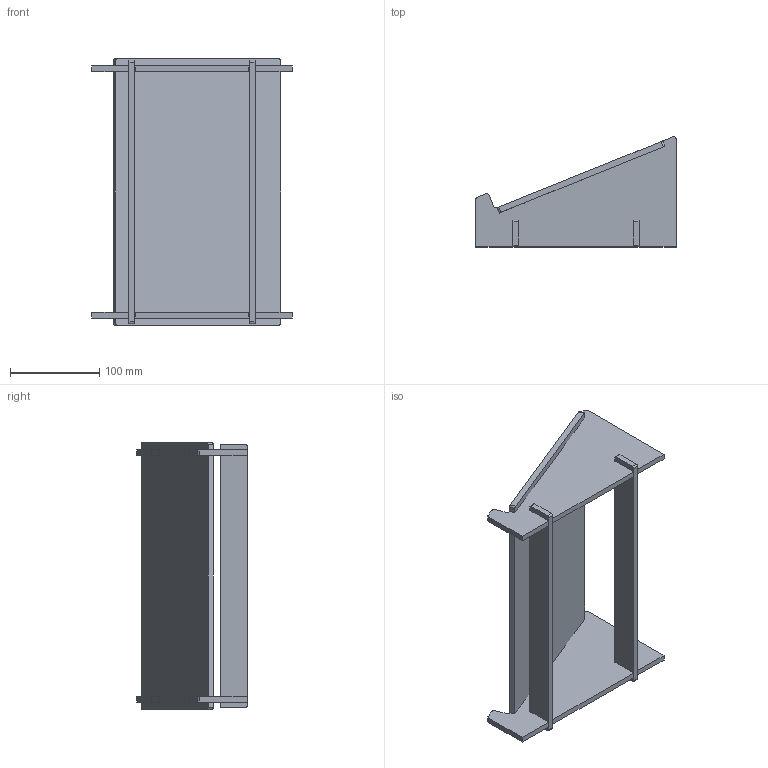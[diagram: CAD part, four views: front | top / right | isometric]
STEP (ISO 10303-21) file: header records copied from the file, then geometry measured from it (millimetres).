
FILE_DESCRIPTION(/* description */ (''),/* implementation_level */ '2;1');
FILE_NAME(/* name */ 'Laser Cut Table v3.step',/* time_stamp */ '2016-08-06T17:20:14-04:00',/* author */ (''),/* organization */ (''),/* preprocessor_version */ 'ST-DEVELOPER v16.5',/* originating_system */ 'Autodesk Translation Framework v5.1.0.2740',/* authorisation */ '');
FILE_SCHEMA (('AUTOMOTIVE_DESIGN { 1 0 10303 214 3 1 1 }'));
Length unit declared in the file: centimetre
Products named in the file (4): Laser Cut Table v3; Leg; Top; Support
Assembly tree (4 placements, depth 2):
  Laser Cut Table v3
    Leg  x2
    Top
    Support
Bounding box: 225 x 123.55 x 298.7 mm (x, y, z)
Volume: 703303.3 mm3; surface area: 247907.3 mm2
Topology: 5 solids, 5 shells, 152 faces, 426 edges, 284 vertices
Faces by surface type: plane 104, cylinder 48
Entity records: 3663 total; most frequent: CARTESIAN_POINT 634, ORIENTED_EDGE 618, DIRECTION 615, EDGE_CURVE 309, LINE 241, VECTOR 241, VERTEX_POINT 206, AXIS2_PLACEMENT_3D 187
